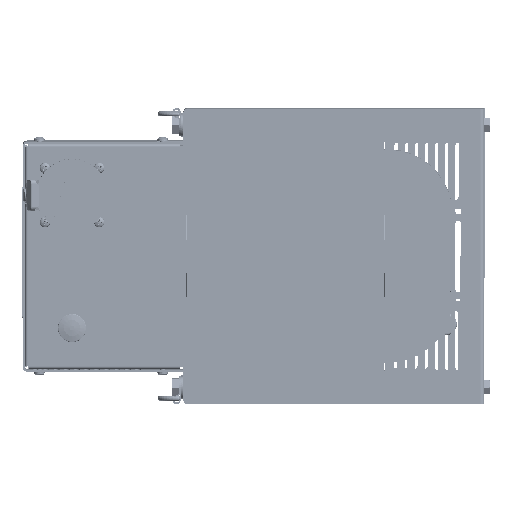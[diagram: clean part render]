
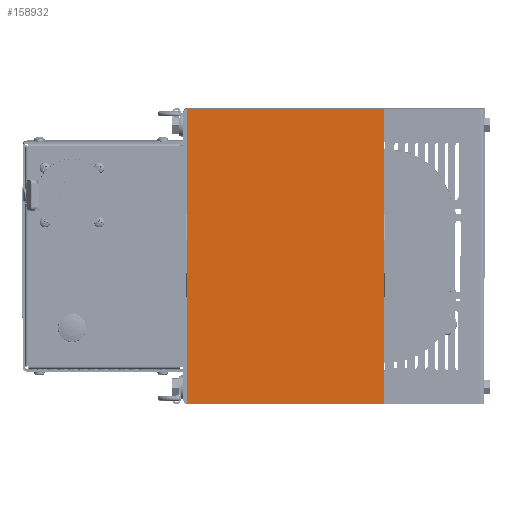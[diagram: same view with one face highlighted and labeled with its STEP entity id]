
A CAD part, left-side view. The second image highlights one B-rep face of the part: STEP entity #158932.
In plain terms, the highlighted planar face has unit normal (-1, 0, -0.004).
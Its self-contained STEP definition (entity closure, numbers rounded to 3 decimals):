
#6776=LINE('',#241202,#21406);
#6781=LINE('',#241214,#21411);
#6785=LINE('',#241221,#21415);
#6786=LINE('',#241222,#21416);
#21406=VECTOR('',#193038,15.24);
#21411=VECTOR('',#193045,15.24);
#21415=VECTOR('',#193051,22.86);
#21416=VECTOR('',#193052,22.86);
#34380=PLANE('',#169288);
#42225=FACE_OUTER_BOUND('',#51372,.T.);
#51372=EDGE_LOOP('',(#114979,#114980,#114981,#114982));
#68802=VERTEX_POINT('',#241187);
#68809=VERTEX_POINT('',#241200);
#68814=VERTEX_POINT('',#241211);
#68815=VERTEX_POINT('',#241213);
#86005=EDGE_CURVE('',#68809,#68802,#6776,.T.);
#86010=EDGE_CURVE('',#68815,#68814,#6781,.T.);
#86014=EDGE_CURVE('',#68802,#68814,#6785,.T.);
#86015=EDGE_CURVE('',#68809,#68815,#6786,.T.);
#114979=ORIENTED_EDGE('',*,*,#86010,.T.);
#114980=ORIENTED_EDGE('',*,*,#86014,.F.);
#114981=ORIENTED_EDGE('',*,*,#86005,.F.);
#114982=ORIENTED_EDGE('',*,*,#86015,.T.);
#158932=ADVANCED_FACE('',(#42225),#34380,.T.);
#169288=AXIS2_PLACEMENT_3D('',#241220,#193049,#193050);
#193038=DIRECTION('',(0.,1.,0.));
#193045=DIRECTION('',(0.,1.,0.));
#193049=DIRECTION('center_axis',(-1.,0.,
-0.004));
#193050=DIRECTION('ref_axis',(-0.004,0.,1.));
#193051=DIRECTION('',(-0.004,0.,1.));
#193052=DIRECTION('',(-0.004,0.,1.));
#241187=CARTESIAN_POINT('',(-5.188,23.085,-11.02));
#241200=CARTESIAN_POINT('',(-5.188,7.845,-11.019));
#241202=CARTESIAN_POINT('',(-5.188,7.845,-11.019));
#241211=CARTESIAN_POINT('',(-5.283,23.086,11.84));
#241213=CARTESIAN_POINT('',(-5.283,7.846,11.841));
#241214=CARTESIAN_POINT('',(-5.283,7.846,11.841));
#241220=CARTESIAN_POINT('Origin',(-5.188,7.845,-11.019));
#241221=CARTESIAN_POINT('',(-5.188,23.085,-11.02));
#241222=CARTESIAN_POINT('',(-5.188,7.845,-11.019));
